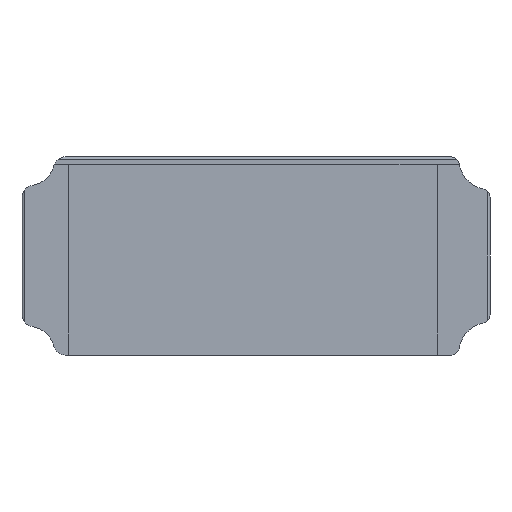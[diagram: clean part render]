
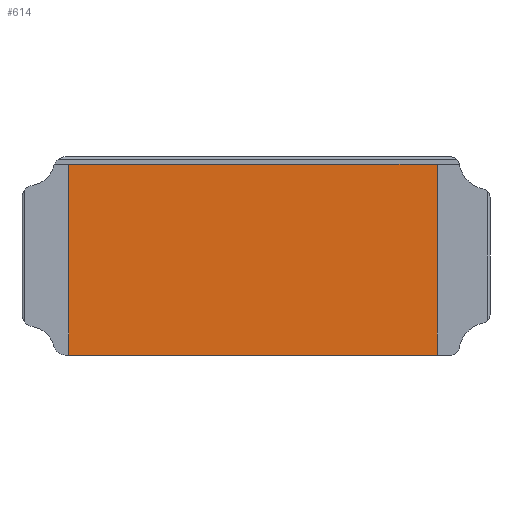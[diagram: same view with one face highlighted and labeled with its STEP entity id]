
A CAD part, front view. The second image highlights one B-rep face of the part: STEP entity #614.
In plain terms, the highlighted planar face has unit normal (0, -1, 0).
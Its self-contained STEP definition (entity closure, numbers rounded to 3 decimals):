
#22=PLANE('',#668);
#56=LINE('',#956,#113);
#57=LINE('',#959,#114);
#58=LINE('',#961,#115);
#59=LINE('',#963,#116);
#113=VECTOR('',#759,1000.);
#114=VECTOR('',#760,1000.);
#115=VECTOR('',#761,1000.);
#116=VECTOR('',#762,1000.);
#184=ORIENTED_EDGE('',*,*,#366,.F.);
#185=ORIENTED_EDGE('',*,*,#367,.F.);
#186=ORIENTED_EDGE('',*,*,#368,.T.);
#187=ORIENTED_EDGE('',*,*,#369,.F.);
#366=EDGE_CURVE('',#455,#456,#56,.T.);
#367=EDGE_CURVE('',#457,#455,#57,.T.);
#368=EDGE_CURVE('',#457,#458,#58,.T.);
#369=EDGE_CURVE('',#456,#458,#59,.T.);
#455=VERTEX_POINT('',#957);
#456=VERTEX_POINT('',#958);
#457=VERTEX_POINT('',#960);
#458=VERTEX_POINT('',#962);
#533=EDGE_LOOP('',(#184,#185,#186,#187));
#566=FACE_BOUND('',#533,.T.);
#614=ADVANCED_FACE('',(#566),#22,.F.);
#668=AXIS2_PLACEMENT_3D('',#955,#757,#758);
#757=DIRECTION('',(0.,1.,0.));
#758=DIRECTION('',(0.,0.,1.));
#759=DIRECTION('',(0.,0.,-1.));
#760=DIRECTION('',(1.,0.,0.));
#761=DIRECTION('',(0.,0.,-1.));
#762=DIRECTION('',(-1.,0.,0.));
#955=CARTESIAN_POINT('',(-45.91,0.,-12.151));
#956=CARTESIAN_POINT('',(37.44,0.,20.5));
#957=CARTESIAN_POINT('',(37.44,0.,19.));
#958=CARTESIAN_POINT('',(37.44,0.,-20.5));
#959=CARTESIAN_POINT('',(-45.91,0.,19.));
#960=CARTESIAN_POINT('',(-38.7,0.,19.));
#961=CARTESIAN_POINT('',(-38.7,0.,20.5));
#962=CARTESIAN_POINT('',(-38.7,0.,-20.5));
#963=CARTESIAN_POINT('',(40.208,0.,-20.5));
